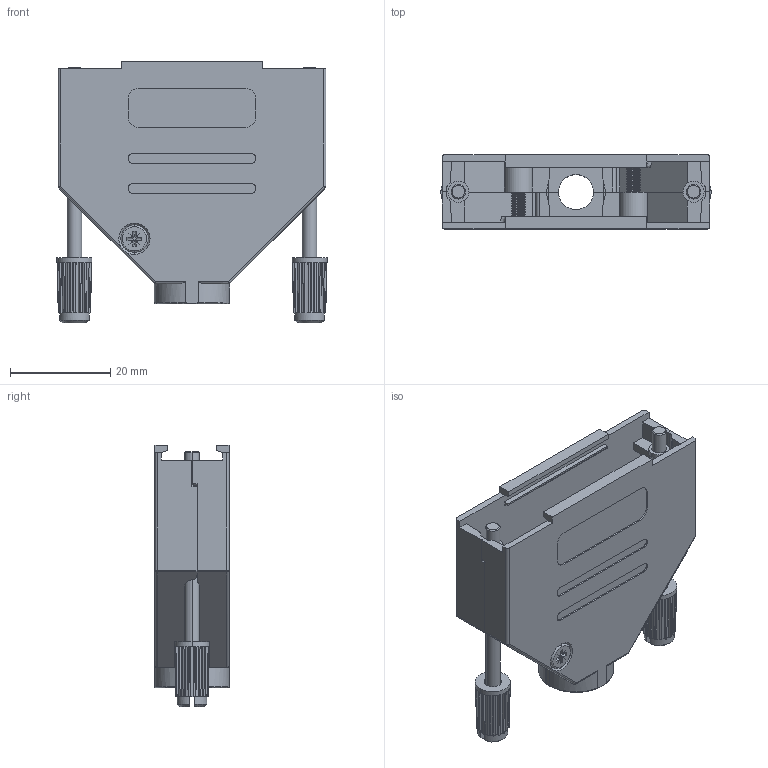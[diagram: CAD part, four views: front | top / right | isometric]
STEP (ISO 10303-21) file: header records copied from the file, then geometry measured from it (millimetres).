
FILE_DESCRIPTION (( 'STEP AP214' ), '1' );
FILE_NAME ('6688-9562-1.STEP', '2022-06-22T09:02:06', ( '' ), ( '' ), 'SwSTEP 2.0', 'SolidWorks 2021', '' );
FILE_SCHEMA (( 'AUTOMOTIVE_DESIGN' ));
Length unit declared in the file: millimetre
Products named in the file (5): 6718-0101-01; 6522-0121-05 (7mm); 6855-0117-02; 6805-0105-03; 6688-9562-1
Assembly tree (8 placements, depth 2):
  6688-9562-1
    6805-0105-03  x2
    6522-0121-05 (7mm)  x2
    6855-0117-02  x2
    6718-0101-01  x2
Bounding box: 54 x 14.85 x 52.3 mm (x, y, z)
Volume: 10432 mm3; surface area: 15750.4 mm2
Topology: 8 solids, 8 shells, 870 faces, 2308 edges, 1472 vertices
Faces by surface type: plane 508, cylinder 254, cone 68, bspline 22, torus 14, sphere 4
Entity records: 16698 total; most frequent: CARTESIAN_POINT 6038, ORIENTED_EDGE 2300, DIRECTION 2076, EDGE_CURVE 1150, VERTEX_POINT 736, VECTOR 696, LINE 696, AXIS2_PLACEMENT_3D 690
